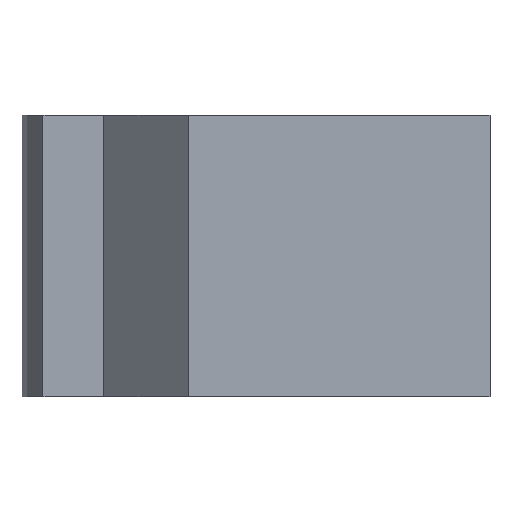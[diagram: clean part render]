
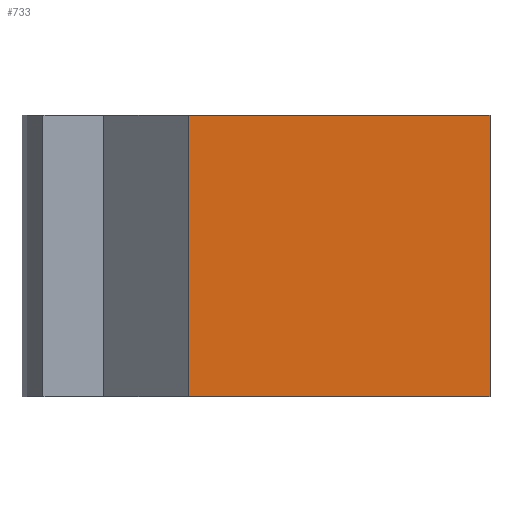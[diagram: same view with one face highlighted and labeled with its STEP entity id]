
A CAD part, front view. The second image highlights one B-rep face of the part: STEP entity #733.
In plain terms, the highlighted planar face has unit normal (0, -1, 0).
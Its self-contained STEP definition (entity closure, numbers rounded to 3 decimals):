
#46=FACE_OUTER_BOUND($,#84,.T.);
#84=EDGE_LOOP($,(#549,#550,#551,#552));
#159=LINE($,#1107,#259);
#161=LINE($,#1111,#261);
#162=LINE($,#1113,#262);
#163=LINE($,#1114,#263);
#259=VECTOR($,#897,10.);
#261=VECTOR($,#901,10.7);
#262=VECTOR($,#902,10.);
#263=VECTOR($,#903,10.7);
#341=VERTEX_POINT($,#1104);
#342=VERTEX_POINT($,#1106);
#343=VERTEX_POINT($,#1110);
#344=VERTEX_POINT($,#1112);
#427=EDGE_CURVE($,#342,#341,#159,.T.);
#429=EDGE_CURVE($,#341,#343,#161,.T.);
#430=EDGE_CURVE($,#344,#343,#162,.T.);
#431=EDGE_CURVE($,#342,#344,#163,.T.);
#549=ORIENTED_EDGE($,*,*,#429,.T.);
#550=ORIENTED_EDGE($,*,*,#430,.F.);
#551=ORIENTED_EDGE($,*,*,#431,.F.);
#552=ORIENTED_EDGE($,*,*,#427,.T.);
#696=PLANE($,#776);
#733=ADVANCED_FACE($,(#46),#696,.T.);
#776=AXIS2_PLACEMENT_3D($,#1109,#899,#900);
#897=DIRECTION($,(0.,0.,1.));
#899=DIRECTION('center_axis',(0.,-1.,0.));
#900=DIRECTION('ref_axis',(0.,0.,-1.));
#901=DIRECTION($,(-1.,0.,0.));
#902=DIRECTION($,(0.,0.,1.));
#903=DIRECTION($,(-1.,0.,0.));
#1104=CARTESIAN_POINT('',(4.1,-8.2,10.));
#1106=CARTESIAN_POINT('',(4.1,-8.2,0.));
#1107=CARTESIAN_POINT($,(4.1,-8.2,0.));
#1109=CARTESIAN_POINT('Origin',(4.1,-8.2,0.));
#1110=CARTESIAN_POINT('',(-6.6,-8.2,10.));
#1111=CARTESIAN_POINT($,(0.675,-8.2,10.));
#1112=CARTESIAN_POINT('',(-6.6,-8.2,0.));
#1113=CARTESIAN_POINT($,(-6.6,-8.2,0.));
#1114=CARTESIAN_POINT($,(0.675,-8.2,0.));
